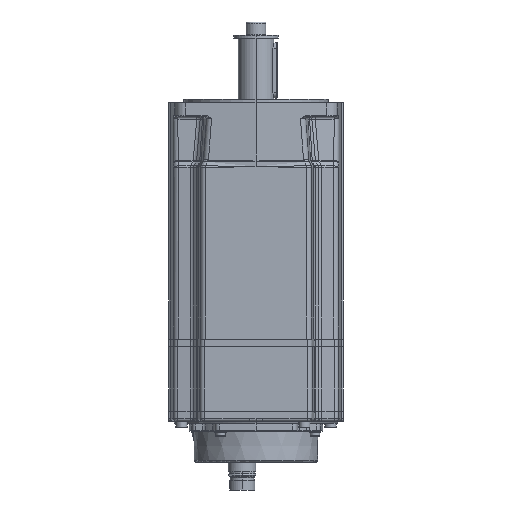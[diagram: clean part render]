
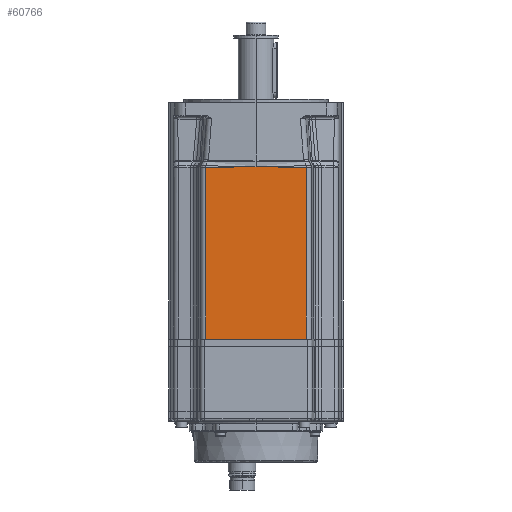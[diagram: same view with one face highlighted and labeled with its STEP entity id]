
A CAD part, front view. The second image highlights one B-rep face of the part: STEP entity #60766.
In plain terms, the highlighted planar face has unit normal (0, -1, 0).
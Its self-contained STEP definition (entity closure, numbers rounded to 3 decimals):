
#6961=DIRECTION('',(0.,0.,1.));
#6962=VECTOR('',#6961,154.465);
#6963=CARTESIAN_POINT('',(45.147,-77.5,0.));
#6964=LINE('',#6963,#6962);
#7613=CARTESIAN_POINT('',(-45.147,-77.5,
154.465));
#7637=DIRECTION('',(0.,0.,-1.));
#7638=VECTOR('',#7637,154.465);
#7639=CARTESIAN_POINT('',(-45.147,-77.5,
154.465));
#7640=LINE('',#7639,#7638);
#8420=DIRECTION('',(1.,0.,0.));
#8421=VECTOR('',#8420,90.294);
#8422=CARTESIAN_POINT('',(-45.147,-77.5,0.));
#8423=LINE('',#8422,#8421);
#8424=CARTESIAN_POINT('',(0.,-77.5,155.3));
#8425=CARTESIAN_POINT('',(-5.549,-77.5,155.19));
#8426=CARTESIAN_POINT('',(-16.294,-77.5,
154.975));
#8427=CARTESIAN_POINT('',(-31.403,-77.5,
154.692));
#8428=CARTESIAN_POINT('',(-40.69,-77.5,
154.536));
#8429=CARTESIAN_POINT('',(-45.147,-77.5,
154.465));
#8452=CARTESIAN_POINT('',(45.147,-77.5,154.465));
#8453=CARTESIAN_POINT('',(40.69,-77.5,154.536));
#8454=CARTESIAN_POINT('',(31.403,-77.5,154.692));
#8455=CARTESIAN_POINT('',(16.294,-77.5,154.975));
#8456=CARTESIAN_POINT('',(5.549,-77.5,155.19));
#8457=CARTESIAN_POINT('',(0.,-77.5,155.3));
#44966=VERTEX_POINT('',#7613);
#44968=VERTEX_POINT('',#8424);
#44970=VERTEX_POINT('',#8452);
#45239=CARTESIAN_POINT('',(-45.147,-77.5,0.));
#45240=CARTESIAN_POINT('',(45.147,-77.5,0.));
#45241=VERTEX_POINT('',#45239);
#45242=VERTEX_POINT('',#45240);
#60752=CARTESIAN_POINT('',(-77.5,-77.5,214.8));
#60753=DIRECTION('',(0.,-1.,0.));
#60754=DIRECTION('',(1.,0.,0.));
#60755=AXIS2_PLACEMENT_3D('',#60752,#60753,#60754);
#60756=PLANE('',#60755);
#60757=ORIENTED_EDGE('',*,*,#58698,.F.);
#60758=ORIENTED_EDGE('',*,*,#59613,.F.);
#60760=ORIENTED_EDGE('',*,*,#60759,.F.);
#60762=ORIENTED_EDGE('',*,*,#60761,.F.);
#60763=ORIENTED_EDGE('',*,*,#58677,.F.);
#60764=EDGE_LOOP('',(#60757,#60758,#60760,#60762,#60763));
#60765=FACE_OUTER_BOUND('',#60764,.F.);
#60766=ADVANCED_FACE('',(#60765),#60756,.T.);
#8430=B_SPLINE_CURVE_WITH_KNOTS('',3,(#8424,#8425,#8426,#8427,#8428,#8429),
.UNSPECIFIED.,.F.,.F.,(4,1,1,4),(0.,0.333,0.667,1.),
.UNSPECIFIED.);
#8458=B_SPLINE_CURVE_WITH_KNOTS('',3,(#8452,#8453,#8454,#8455,#8456,#8457),
.UNSPECIFIED.,.F.,.F.,(4,1,1,4),(0.,0.333,0.667,1.),
.UNSPECIFIED.);
#58677=EDGE_CURVE('',#45242,#44970,#6964,.T.);
#58698=EDGE_CURVE('',#45241,#45242,#8423,.T.);
#59613=EDGE_CURVE('',#44966,#45241,#7640,.T.);
#60759=EDGE_CURVE('',#44968,#44966,#8430,.T.);
#60761=EDGE_CURVE('',#44970,#44968,#8458,.T.);
